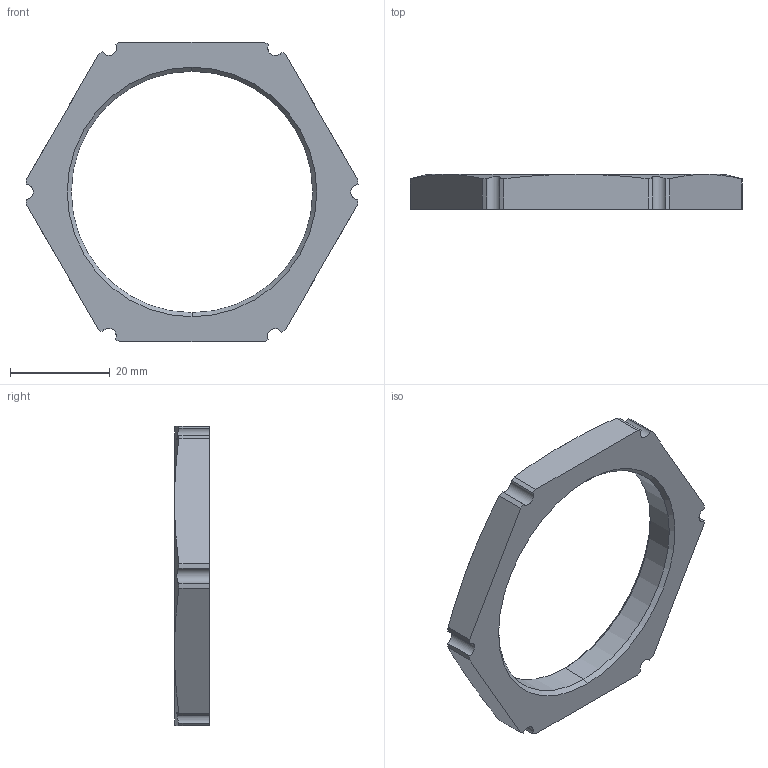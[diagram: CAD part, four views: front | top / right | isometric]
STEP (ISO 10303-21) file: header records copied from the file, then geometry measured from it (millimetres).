
FILE_DESCRIPTION((''),'2;1');
FILE_NAME('EMUG50','2018-01-09T',('FIMABER1'),(''),'CREO PARAMETRIC BY PTC INC, 2017170','CREO PARAMETRIC BY PTC INC, 2017170','');
FILE_SCHEMA(('CONFIG_CONTROL_DESIGN'));
Length unit declared in the file: millimetre
Products named in the file (1): EMUG50
Bounding box: 66.54 x 7 x 60 mm (x, y, z)
Volume: 8498.5 mm3; surface area: 4819.8 mm2
Topology: 1 solids, 1 shells, 38 faces, 108 edges, 72 vertices
Faces by surface type: cylinder 20, cone 10, plane 8
Entity records: 1603 total; most frequent: CARTESIAN_POINT 545, ORIENTED_EDGE 216, DIRECTION 212, EDGE_CURVE 108, AXIS2_PLACEMENT_3D 88, VERTEX_POINT 72, CIRCLE 50, EDGE_LOOP 40
